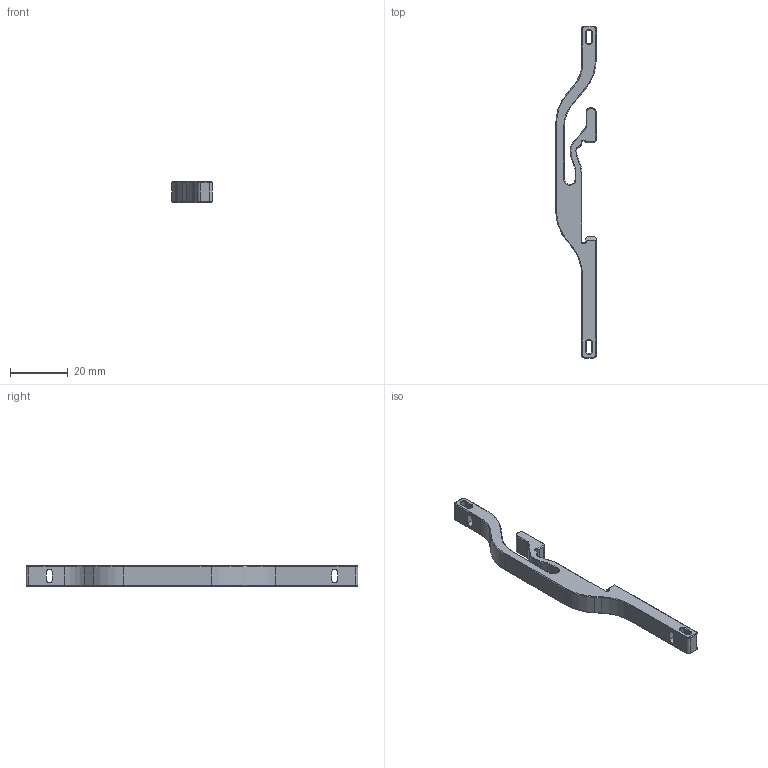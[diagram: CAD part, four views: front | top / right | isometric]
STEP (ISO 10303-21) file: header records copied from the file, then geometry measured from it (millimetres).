
FILE_DESCRIPTION(/* description */ (''),/* implementation_level */ '2;1');
FILE_NAME(/* name */ 'Wire_Tiedown_DIN.step',/* time_stamp */ '2023-05-16T22:14:39-07:00',/* author */ (''),/* organization */ (''),/* preprocessor_version */ 'ST-DEVELOPER v19.2',/* originating_system */ 'Autodesk Translation Framework v12.4.0.73',/* authorisation */ '');
FILE_SCHEMA (('AUTOMOTIVE_DESIGN { 1 0 10303 214 3 1 1 }'));
Length unit declared in the file: millimetre
Products named in the file (1): DIN_wire_tiedown
Bounding box: 14 x 115 x 7 mm (x, y, z)
Volume: 4672.9 mm3; surface area: 3751.3 mm2
Topology: 1 solids, 1 shells, 184 faces, 444 edges, 262 vertices
Faces by surface type: plane 95, cone 52, cylinder 37
Entity records: 5294 total; most frequent: DIRECTION 936, CARTESIAN_POINT 905, ORIENTED_EDGE 888, EDGE_CURVE 444, AXIS2_PLACEMENT_3D 313, LINE 310, VECTOR 310, VERTEX_POINT 262
